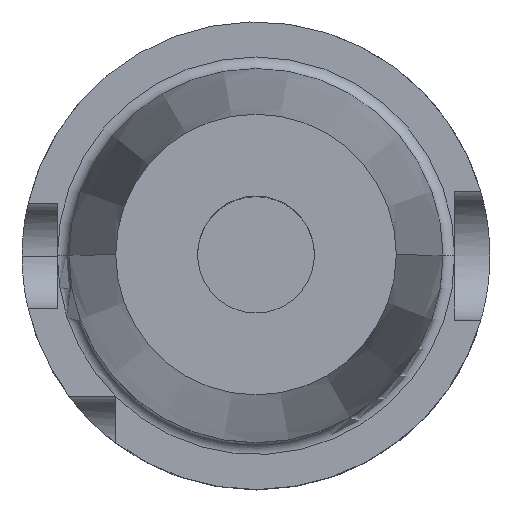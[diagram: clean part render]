
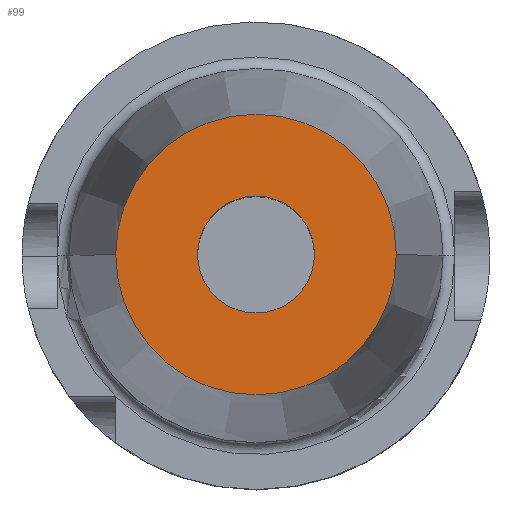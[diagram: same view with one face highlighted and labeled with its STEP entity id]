
A CAD part, top view. The second image highlights one B-rep face of the part: STEP entity #99.
In plain terms, the highlighted planar face has unit normal (0, 0, 1).
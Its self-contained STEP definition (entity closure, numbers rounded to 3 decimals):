
#48 = AXIS2_PLACEMENT_3D ( 'NONE', #1235, #1194, #68 ) ;
#68 = DIRECTION ( 'NONE',  ( -1., 0., 0. ) ) ;
#99 = ADVANCED_FACE ( 'NONE', ( #1092, #2036 ), #3011, .T. ) ;
#188 = AXIS2_PLACEMENT_3D ( 'NONE', #1767, #1475, #2753 ) ;
#335 = EDGE_CURVE ( 'NONE', #521, #2823, #3091, .T. ) ;
#348 = ORIENTED_EDGE ( 'NONE', *, *, #3071, .T. ) ;
#474 = DIRECTION ( 'NONE',  ( 0., 0., -1. ) ) ;
#501 = EDGE_LOOP ( 'NONE', ( #2969, #2099 ) ) ;
#521 = VERTEX_POINT ( 'NONE', #2880 ) ;
#724 = CARTESIAN_POINT ( 'NONE',  ( 0., 0., 80. ) ) ;
#1008 = CARTESIAN_POINT ( 'NONE',  ( 5., 0., 80. ) ) ;
#1092 = FACE_BOUND ( 'NONE', #1463, .T. ) ;
#1139 = DIRECTION ( 'NONE',  ( 0., 0., -1. ) ) ;
#1178 = CARTESIAN_POINT ( 'NONE',  ( 0., 0., 80. ) ) ;
#1192 = DIRECTION ( 'NONE',  ( -1., 0., 0. ) ) ;
#1194 = DIRECTION ( 'NONE',  ( 0., 0., -1. ) ) ;
#1235 = CARTESIAN_POINT ( 'NONE',  ( 0., 0., 80. ) ) ;
#1335 = EDGE_CURVE ( 'NONE', #2043, #2739, #1722, .T. ) ;
#1463 = EDGE_LOOP ( 'NONE', ( #2017, #348 ) ) ;
#1475 = DIRECTION ( 'NONE',  ( 0., 0., 1. ) ) ;
#1722 = CIRCLE ( 'NONE', #2806, 5. ) ;
#1767 = CARTESIAN_POINT ( 'NONE',  ( 0., 0., 80. ) ) ;
#1968 = DIRECTION ( 'NONE',  ( 0., 0., -1. ) ) ;
#1985 = AXIS2_PLACEMENT_3D ( 'NONE', #2143, #1139, #2893 ) ;
#2017 = ORIENTED_EDGE ( 'NONE', *, *, #1335, .T. ) ;
#2036 = FACE_OUTER_BOUND ( 'NONE', #501, .T. ) ;
#2043 = VERTEX_POINT ( 'NONE', #2466 ) ;
#2099 = ORIENTED_EDGE ( 'NONE', *, *, #335, .F. ) ;
#2143 = CARTESIAN_POINT ( 'NONE',  ( 0., 0., 80. ) ) ;
#2414 = CIRCLE ( 'NONE', #1985, 5. ) ;
#2417 = CIRCLE ( 'NONE', #3159, 12. ) ;
#2466 = CARTESIAN_POINT ( 'NONE',  ( -5., 0., 80. ) ) ;
#2649 = EDGE_CURVE ( 'NONE', #2823, #521, #2417, .T. ) ;
#2739 = VERTEX_POINT ( 'NONE', #1008 ) ;
#2753 = DIRECTION ( 'NONE',  ( 1., 0., 0. ) ) ;
#2806 = AXIS2_PLACEMENT_3D ( 'NONE', #724, #1968, #2957 ) ;
#2823 = VERTEX_POINT ( 'NONE', #3056 ) ;
#2880 = CARTESIAN_POINT ( 'NONE',  ( 12., 0., 80. ) ) ;
#2893 = DIRECTION ( 'NONE',  ( -1., 0., 0. ) ) ;
#2957 = DIRECTION ( 'NONE',  ( -1., 0., 0. ) ) ;
#2969 = ORIENTED_EDGE ( 'NONE', *, *, #2649, .F. ) ;
#3011 = PLANE ( 'NONE',  #188 ) ;
#3056 = CARTESIAN_POINT ( 'NONE',  ( -12., 0., 80. ) ) ;
#3071 = EDGE_CURVE ( 'NONE', #2739, #2043, #2414, .T. ) ;
#3091 = CIRCLE ( 'NONE', #48, 12. ) ;
#3159 = AXIS2_PLACEMENT_3D ( 'NONE', #1178, #474, #1192 ) ;
